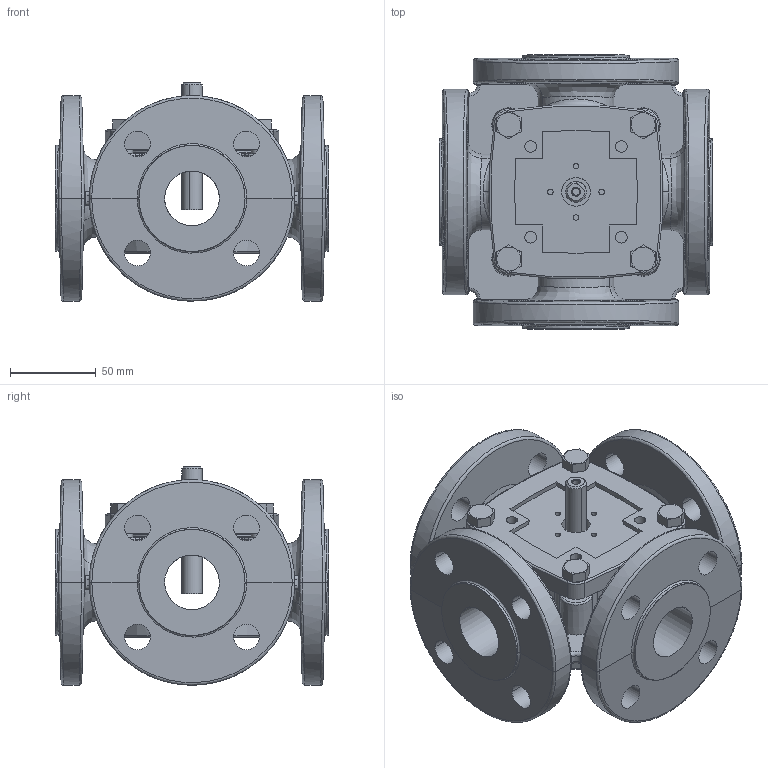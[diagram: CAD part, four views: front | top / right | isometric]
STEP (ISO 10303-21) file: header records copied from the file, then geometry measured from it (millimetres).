
FILE_DESCRIPTION(('CATIA V5 STEP'),'2;1');
FILE_NAME('4F32.stp','2013-02-19T09:17:49+00:00',('none'),('none'),'CATIA Version 5 Release 20 SP 6 (IN-10)','CATIA V5 STEP AP203','none');
FILE_SCHEMA(('CONFIG_CONTROL_DESIGN'));
Length unit declared in the file: millimetre
Products named in the file (1): 4F32
Assembly tree (7 placements, depth 2):
  4F32
    #58
    #23337
    #26995
    #27372  x4
Bounding box: 160 x 160 x 127.5 mm (x, y, z)
Volume: 899839.7 mm3; surface area: 216310.9 mm2
Topology: 7 solids, 7 shells, 589 faces, 1508 edges, 931 vertices
Faces by surface type: cylinder 206, plane 151, bspline 146, cone 46, torus 36, sphere 4
Entity records: 27956 total; most frequent: CARTESIAN_POINT 17112, ORIENTED_EDGE 2720, EDGE_CURVE 1360, DIRECTION 1272, VERTEX_POINT 853, B_SPLINE_CURVE_WITH_KNOTS 654, EDGE_LOOP 605, AXIS2_PLACEMENT_3D 604
